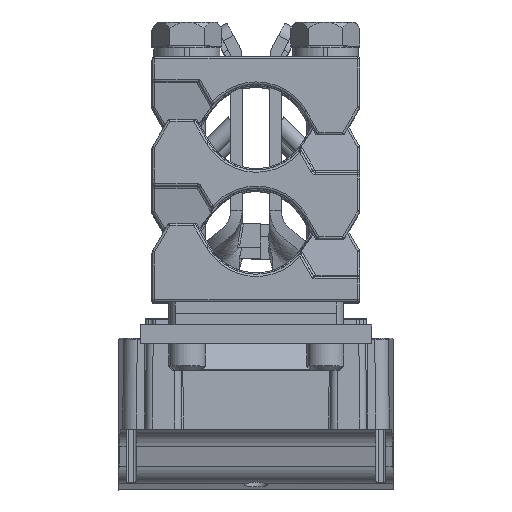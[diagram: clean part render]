
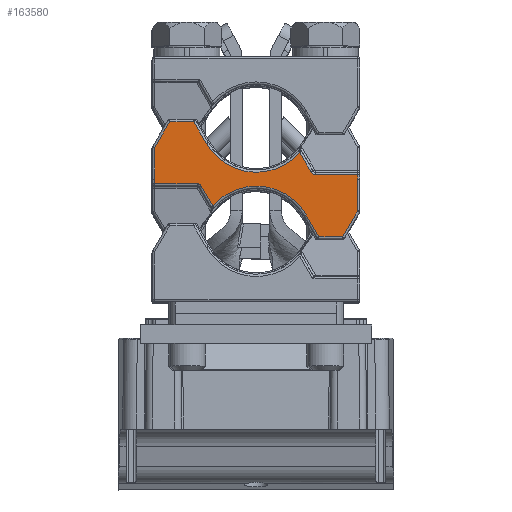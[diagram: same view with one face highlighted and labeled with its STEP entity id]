
A CAD part, top view. The second image highlights one B-rep face of the part: STEP entity #163580.
In plain terms, the highlighted face is planar.
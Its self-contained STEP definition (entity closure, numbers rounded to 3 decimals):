
#155008=DIRECTION('',(0.,0.,-1.));
#155009=VECTOR('',#155008,1.);
#155010=CARTESIAN_POINT('',(-22.,-12.5,0.));
#155011=LINE('',#155010,#155009);
#155012=DIRECTION('',(0.,0.,-1.));
#155013=VECTOR('',#155012,6.866);
#155014=CARTESIAN_POINT('',(-22.,-12.5,
6.866));
#155015=LINE('',#155014,#155013);
#155020=DIRECTION('',(-0.5,0.,0.866));
#155021=VECTOR('',#155020,4.97);
#155022=CARTESIAN_POINT('',(-9.438,-12.5,
-5.804));
#155023=LINE('',#155022,#155021);
#155024=CARTESIAN_POINT('',(-12.789,-12.5,
-2.));
#155025=DIRECTION('',(0.,-1.,
0.));
#155026=DIRECTION('',(0.866,0.,0.5));
#155027=AXIS2_PLACEMENT_3D('',#155024,#155025,#155026);
#155029=DIRECTION('',(0.5,0.,0.866));
#155030=VECTOR('',#155029,6.506);
#155031=CARTESIAN_POINT('',(-22.,-12.5,
6.866));
#155032=LINE('',#155031,#155030);
#155033=DIRECTION('',(0.5,0.,-0.866));
#155034=VECTOR('',#155033,5.486);
#155035=CARTESIAN_POINT('',(-13.568,-12.5,
12.5));
#155036=LINE('',#155035,#155034);
#155037=CARTESIAN_POINT('',(0.,-12.499,
14.001));
#155038=DIRECTION('',(0.,-1.,0.));
#155039=DIRECTION('',(-0.866,0.,
-0.5));
#155040=AXIS2_PLACEMENT_3D('',#155037,#155038,#155039);
#155042=DIRECTION('',(0.5,0.,-0.866));
#155043=VECTOR('',#155042,4.97);
#155044=CARTESIAN_POINT('',(9.438,-12.5,
5.804));
#155045=LINE('',#155044,#155043);
#155046=CARTESIAN_POINT('',(12.789,-12.5,
2.));
#155047=DIRECTION('',(0.,-1.,0.));
#155048=DIRECTION('',(-0.866,0.,
-0.5));
#155049=AXIS2_PLACEMENT_3D('',#155046,#155047,#155048);
#155051=DIRECTION('',(-0.5,0.,
-0.866));
#155052=VECTOR('',#155051,6.506);
#155053=CARTESIAN_POINT('',(22.,-12.5,
-6.866));
#155054=LINE('',#155053,#155052);
#155055=DIRECTION('',(-0.5,0.,0.866));
#155056=VECTOR('',#155055,5.486);
#155057=CARTESIAN_POINT('',(13.568,-12.5,
-12.5));
#155058=LINE('',#155057,#155056);
#155059=CARTESIAN_POINT('',(0.,-12.499,
-14.001));
#155060=DIRECTION('',(0.,-1.,
0.));
#155061=DIRECTION('',(0.866,0.,0.5));
#155062=AXIS2_PLACEMENT_3D('',#155059,#155060,#155061);
#155105=DIRECTION('',(1.,0.,
0.));
#155106=VECTOR('',#155105,5.179);
#155107=CARTESIAN_POINT('',(13.568,-12.5,
-12.5));
#155108=LINE('',#155107,#155106);
#155154=DIRECTION('',(0.,0.,1.));
#155155=VECTOR('',#155154,6.866);
#155156=CARTESIAN_POINT('',(22.,-12.5,
-6.866));
#155157=LINE('',#155156,#155155);
#155176=DIRECTION('',(0.,0.,1.));
#155177=VECTOR('',#155176,1.);
#155178=CARTESIAN_POINT('',(22.,-12.5,0.));
#155179=LINE('',#155178,#155177);
#155185=DIRECTION('',(-1.,0.,
0.));
#155186=VECTOR('',#155185,9.211);
#155187=CARTESIAN_POINT('',(22.,-12.5,
1.));
#155188=LINE('',#155187,#155186);
#155249=DIRECTION('',(-1.,0.,
0.));
#155250=VECTOR('',#155249,5.179);
#155251=CARTESIAN_POINT('',(-13.568,-12.5,
12.5));
#155252=LINE('',#155251,#155250);
#156067=DIRECTION('',(1.,0.,0.));
#156068=VECTOR('',#156067,9.211);
#156069=CARTESIAN_POINT('',(-22.,-12.5,
-1.));
#156070=LINE('',#156069,#156068);
#161207=CARTESIAN_POINT('',(-22.,-12.5,
-1.));
#161208=VERTEX_POINT('',#161207);
#161209=CARTESIAN_POINT('',(-22.,-12.5,
0.));
#161210=VERTEX_POINT('',#161209);
#161211=CARTESIAN_POINT('',(-22.,-12.5,
6.866));
#161212=VERTEX_POINT('',#161211);
#161213=CARTESIAN_POINT('',(-9.438,-12.5,
-5.804));
#161214=CARTESIAN_POINT('',(-11.923,-12.5,
-1.5));
#161215=VERTEX_POINT('',#161213);
#161216=VERTEX_POINT('',#161214);
#161217=CARTESIAN_POINT('',(-12.789,-12.5,
-1.));
#161218=VERTEX_POINT('',#161217);
#161219=CARTESIAN_POINT('',(-18.747,-12.5,12.5));
#161220=VERTEX_POINT('',#161219);
#161221=CARTESIAN_POINT('',(-13.568,-12.5,
12.5));
#161222=VERTEX_POINT('',#161221);
#161223=CARTESIAN_POINT('',(-10.825,-12.5,
7.749));
#161224=VERTEX_POINT('',#161223);
#161225=CARTESIAN_POINT('',(9.438,-12.5,
5.804));
#161226=VERTEX_POINT('',#161225);
#161227=CARTESIAN_POINT('',(11.923,-12.5,
1.5));
#161228=VERTEX_POINT('',#161227);
#161229=CARTESIAN_POINT('',(12.789,-12.5,
1.));
#161230=VERTEX_POINT('',#161229);
#161231=CARTESIAN_POINT('',(22.,-12.5,
1.));
#161232=VERTEX_POINT('',#161231);
#161233=CARTESIAN_POINT('',(22.,-12.5,0.));
#161234=VERTEX_POINT('',#161233);
#161235=CARTESIAN_POINT('',(22.,-12.5,
-6.866));
#161236=VERTEX_POINT('',#161235);
#161237=CARTESIAN_POINT('',(18.747,-12.5,-12.5));
#161238=VERTEX_POINT('',#161237);
#161239=CARTESIAN_POINT('',(13.568,-12.5,
-12.5));
#161240=VERTEX_POINT('',#161239);
#161241=CARTESIAN_POINT('',(10.825,-12.5,
-7.749));
#161242=VERTEX_POINT('',#161241);
#163539=CARTESIAN_POINT('',(0.,-12.5,4.));
#163540=DIRECTION('',(0.,1.,0.));
#163541=DIRECTION('',(0.,0.,1.));
#163542=AXIS2_PLACEMENT_3D('',#163539,#163540,#163541);
#163543=PLANE('',#163542);
#163545=ORIENTED_EDGE('',*,*,#163544,.T.);
#163547=ORIENTED_EDGE('',*,*,#163546,.T.);
#163549=ORIENTED_EDGE('',*,*,#163548,.F.);
#163550=ORIENTED_EDGE('',*,*,#163506,.F.);
#163551=ORIENTED_EDGE('',*,*,#163523,.F.);
#163553=ORIENTED_EDGE('',*,*,#163552,.T.);
#163555=ORIENTED_EDGE('',*,*,#163554,.F.);
#163557=ORIENTED_EDGE('',*,*,#163556,.T.);
#163559=ORIENTED_EDGE('',*,*,#163558,.T.);
#163561=ORIENTED_EDGE('',*,*,#163560,.T.);
#163563=ORIENTED_EDGE('',*,*,#163562,.T.);
#163565=ORIENTED_EDGE('',*,*,#163564,.F.);
#163567=ORIENTED_EDGE('',*,*,#163566,.F.);
#163569=ORIENTED_EDGE('',*,*,#163568,.F.);
#163571=ORIENTED_EDGE('',*,*,#163570,.T.);
#163573=ORIENTED_EDGE('',*,*,#163572,.F.);
#163575=ORIENTED_EDGE('',*,*,#163574,.T.);
#163577=ORIENTED_EDGE('',*,*,#163576,.T.);
#163578=EDGE_LOOP('',(#163545,#163547,#163549,#163550,#163551,#163553,#163555,
#163557,#163559,#163561,#163563,#163565,#163567,#163569,#163571,#163573,#163575,
#163577));
#163579=FACE_OUTER_BOUND('',#163578,.F.);
#155028=CIRCLE('',#155027,1.);
#155041=CIRCLE('',#155040,12.501);
#155050=CIRCLE('',#155049,1.);
#155063=CIRCLE('',#155062,12.501);
#163506=EDGE_CURVE('',#161210,#161208,#155011,.T.);
#163523=EDGE_CURVE('',#161212,#161210,#155015,.T.);
#163544=EDGE_CURVE('',#161215,#161216,#155023,.T.);
#163546=EDGE_CURVE('',#161216,#161218,#155028,.T.);
#163548=EDGE_CURVE('',#161208,#161218,#156070,.T.);
#163552=EDGE_CURVE('',#161212,#161220,#155032,.T.);
#163554=EDGE_CURVE('',#161222,#161220,#155252,.T.);
#163556=EDGE_CURVE('',#161222,#161224,#155036,.T.);
#163558=EDGE_CURVE('',#161224,#161226,#155041,.T.);
#163560=EDGE_CURVE('',#161226,#161228,#155045,.T.);
#163562=EDGE_CURVE('',#161228,#161230,#155050,.T.);
#163564=EDGE_CURVE('',#161232,#161230,#155188,.T.);
#163566=EDGE_CURVE('',#161234,#161232,#155179,.T.);
#163568=EDGE_CURVE('',#161236,#161234,#155157,.T.);
#163570=EDGE_CURVE('',#161236,#161238,#155054,.T.);
#163572=EDGE_CURVE('',#161240,#161238,#155108,.T.);
#163574=EDGE_CURVE('',#161240,#161242,#155058,.T.);
#163576=EDGE_CURVE('',#161242,#161215,#155063,.T.);
#163580=ADVANCED_FACE('',(#163579),#163543,.F.);
